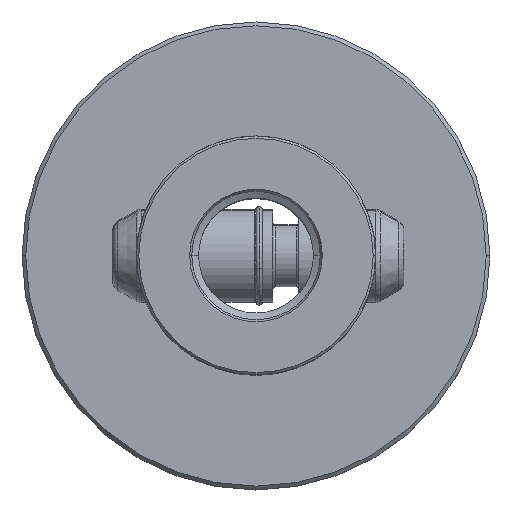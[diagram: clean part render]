
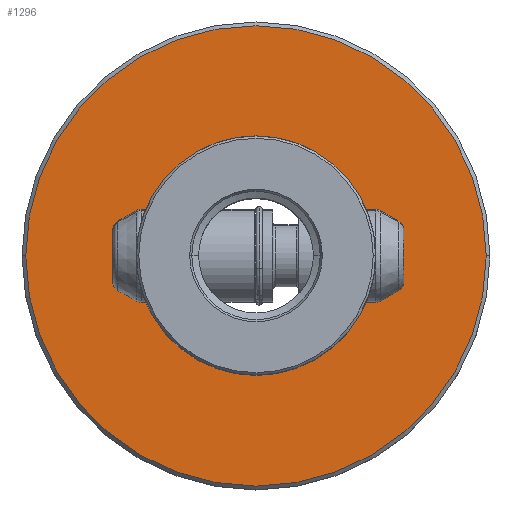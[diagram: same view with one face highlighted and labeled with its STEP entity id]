
A CAD part, top view. The second image highlights one B-rep face of the part: STEP entity #1296.
In plain terms, the highlighted planar face has unit normal (0, 0, 1).
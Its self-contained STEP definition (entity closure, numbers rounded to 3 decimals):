
#1232=VERTEX_POINT('NONE',#2971);
#1296=ADVANCED_FACE('NONE',(#3043,#3044),#3045,.F.);
#1342=EDGE_CURVE('NONE',#1424,#2318,#3093,.T.);
#1424=VERTEX_POINT('NONE',#3187);
#1434=VERTEX_POINT('NONE',#3197);
#1454=EDGE_CURVE('NONE',#1232,#1434,#3219,.T.);
#2096=EDGE_CURVE('NONE',#2318,#1424,#3924,.T.);
#2318=VERTEX_POINT('NONE',#4172);
#2364=EDGE_CURVE('NONE',#1434,#1232,#4224,.T.);
#2971=CARTESIAN_POINT('',(44.275,0.,0.));
#3043=FACE_OUTER_BOUND('',#5308,.T.);
#3044=FACE_BOUND('',#5309,.T.);
#3045=PLANE('',#5310);
#3093=CIRCLE('',#5373,22.467);
#3187=CARTESIAN_POINT('',(-22.467,0.,0.0));
#3197=CARTESIAN_POINT('',(-44.275,0.,0.));
#3219=CIRCLE('',#5646,44.275);
#3924=CIRCLE('',#6968,22.467);
#4172=CARTESIAN_POINT('',(22.467,0.,0.0));
#4224=CIRCLE('',#7532,44.275);
#5308=EDGE_LOOP('',(#8533,#8534));
#5309=EDGE_LOOP('',(#8535,#8536));
#5310=AXIS2_PLACEMENT_3D('',#8537,#8538,#8539);
#5373=AXIS2_PLACEMENT_3D('',#8582,#8583,#8584);
#5646=AXIS2_PLACEMENT_3D('',#8757,#8758,#8759);
#6968=AXIS2_PLACEMENT_3D('',#9592,#9593,#9594);
#7532=AXIS2_PLACEMENT_3D('',#9940,#9941,#9942);
#8533=ORIENTED_EDGE('',*,*,#2364,.F.);
#8534=ORIENTED_EDGE('',*,*,#1454,.F.);
#8535=ORIENTED_EDGE('',*,*,#2096,.T.);
#8536=ORIENTED_EDGE('',*,*,#1342,.T.);
#8537=CARTESIAN_POINT('',(0.0,0.0,0.0));
#8538=DIRECTION('',(0.0,0.0,-1.0));
#8539=DIRECTION('',(-1.0,0.0,0.0));
#8582=CARTESIAN_POINT('',(0.0,0.0,0.0));
#8583=DIRECTION('',(0.0,0.0,-1.0));
#8584=DIRECTION('',(0.0,1.0,0.0));
#8757=CARTESIAN_POINT('',(0.0,0.0,0.));
#8758=DIRECTION('',(0.0,0.0,-1.0));
#8759=DIRECTION('',(0.0,-1.0,0.0));
#9592=CARTESIAN_POINT('',(0.0,0.0,0.0));
#9593=DIRECTION('',(0.0,0.0,-1.0));
#9594=DIRECTION('',(0.0,1.0,0.0));
#9940=CARTESIAN_POINT('',(0.0,0.0,0.));
#9941=DIRECTION('',(0.0,0.0,-1.0));
#9942=DIRECTION('',(0.0,-1.0,0.0));
